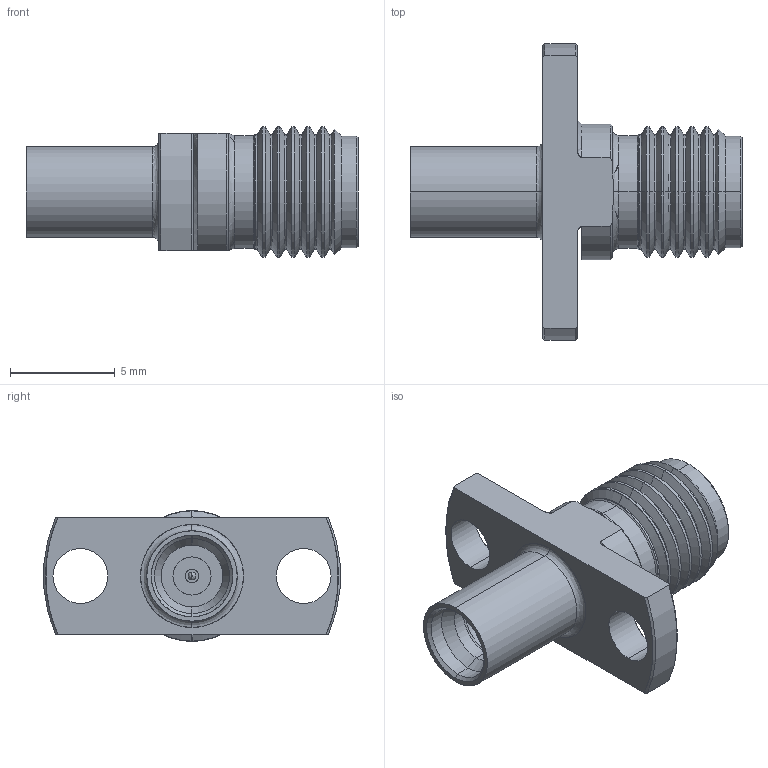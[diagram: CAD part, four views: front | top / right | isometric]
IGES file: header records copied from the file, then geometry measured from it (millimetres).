
Start section: SolidWorks IGES file using analytic representation for surfaces
Global section: file name: RS19843000.IGS; native system: SolidWorks 2025; preprocessor: SolidWorks 2025; author: V_R; date: 250812.170856; units: metre
Bounding box: 15.87 x 14.15 x 6.26 mm (x, y, z)
Surface area: 586.5 mm2 (no closed solid volume)
Topology: 0 solids, 0 shells, 155 faces, 1456 edges, 1440 vertices
Faces by surface type: revolution 120, bspline 35
